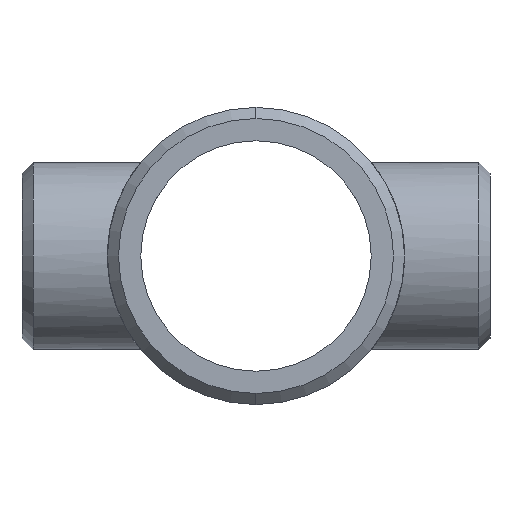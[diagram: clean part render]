
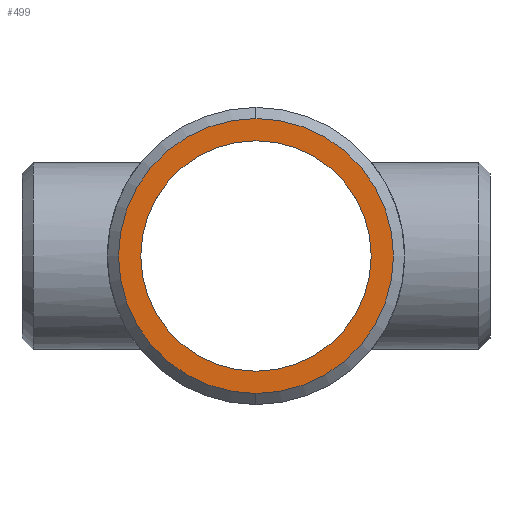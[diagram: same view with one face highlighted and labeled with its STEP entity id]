
A CAD part, left-side view. The second image highlights one B-rep face of the part: STEP entity #499.
In plain terms, the highlighted planar face has unit normal (-1, 0, 0).
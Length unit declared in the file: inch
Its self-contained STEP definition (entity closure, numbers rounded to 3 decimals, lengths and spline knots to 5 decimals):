
#41 = CARTESIAN_POINT ( 'NONE',  ( -4.88, 0., 0. ) ) ;
#72 = ORIENTED_EDGE ( 'NONE', *, *, #394, .T. ) ;
#80 = ORIENTED_EDGE ( 'NONE', *, *, #645, .T. ) ;
#90 = DIRECTION ( 'NONE',  ( 0., 0., 1. ) ) ;
#133 = DIRECTION ( 'NONE',  ( 1., 0., 0. ) ) ;
#159 = DIRECTION ( 'NONE',  ( 1., 0., 0. ) ) ;
#184 = CARTESIAN_POINT ( 'NONE',  ( -4.88, 0., 0. ) ) ;
#220 = AXIS2_PLACEMENT_3D ( 'NONE', #915, #159, #349 ) ;
#226 = DIRECTION ( 'NONE',  ( -1., 0., 0. ) ) ;
#265 = EDGE_LOOP ( 'NONE', ( #784, #80 ) ) ;
#311 = FACE_BOUND ( 'NONE', #510, .T. ) ;
#317 = PLANE ( 'NONE',  #1151 ) ;
#349 = DIRECTION ( 'NONE',  ( 0., 0., 1. ) ) ;
#394 = EDGE_CURVE ( 'NONE', #582, #497, #631, .T. ) ;
#412 = CARTESIAN_POINT ( 'NONE',  ( -4.88, 0., -2.57317 ) ) ;
#419 = AXIS2_PLACEMENT_3D ( 'NONE', #184, #570, #90 ) ;
#428 = DIRECTION ( 'NONE',  ( -1., 0., 0. ) ) ;
#468 = CARTESIAN_POINT ( 'NONE',  ( -4.88, 0., 2.57317 ) ) ;
#491 = CIRCLE ( 'NONE', #220, 2.1565 ) ;
#497 = VERTEX_POINT ( 'NONE', #828 ) ;
#499 = ADVANCED_FACE ( 'NONE', ( #814, #311 ), #317, .T. ) ;
#510 = EDGE_LOOP ( 'NONE', ( #1262, #72 ) ) ;
#537 = DIRECTION ( 'NONE',  ( 0., 0., 1. ) ) ;
#538 = CARTESIAN_POINT ( 'NONE',  ( -4.88, 0., -2.1565 ) ) ;
#562 = VERTEX_POINT ( 'NONE', #412 ) ;
#570 = DIRECTION ( 'NONE',  ( -1., 0., 0. ) ) ;
#582 = VERTEX_POINT ( 'NONE', #538 ) ;
#631 = CIRCLE ( 'NONE', #970, 2.1565 ) ;
#645 = EDGE_CURVE ( 'NONE', #1089, #562, #1146, .T. ) ;
#710 = CARTESIAN_POINT ( 'NONE',  ( -4.88, 0., 0. ) ) ;
#713 = EDGE_CURVE ( 'NONE', #497, #582, #491, .T. ) ;
#784 = ORIENTED_EDGE ( 'NONE', *, *, #842, .T. ) ;
#814 = FACE_OUTER_BOUND ( 'NONE', #265, .T. ) ;
#828 = CARTESIAN_POINT ( 'NONE',  ( -4.88, 0., 2.1565 ) ) ;
#842 = EDGE_CURVE ( 'NONE', #562, #1089, #967, .T. ) ;
#915 = CARTESIAN_POINT ( 'NONE',  ( -4.88, 0., 0. ) ) ;
#919 = CARTESIAN_POINT ( 'NONE',  ( -4.88, 0., 0. ) ) ;
#967 = CIRCLE ( 'NONE', #419, 2.57317 ) ;
#970 = AXIS2_PLACEMENT_3D ( 'NONE', #710, #133, #537 ) ;
#1009 = DIRECTION ( 'NONE',  ( 0., 0., 1. ) ) ;
#1082 = DIRECTION ( 'NONE',  ( 0., 0., -1. ) ) ;
#1089 = VERTEX_POINT ( 'NONE', #468 ) ;
#1146 = CIRCLE ( 'NONE', #1266, 2.57317 ) ;
#1151 = AXIS2_PLACEMENT_3D ( 'NONE', #919, #226, #1082 ) ;
#1262 = ORIENTED_EDGE ( 'NONE', *, *, #713, .T. ) ;
#1266 = AXIS2_PLACEMENT_3D ( 'NONE', #41, #428, #1009 ) ;
